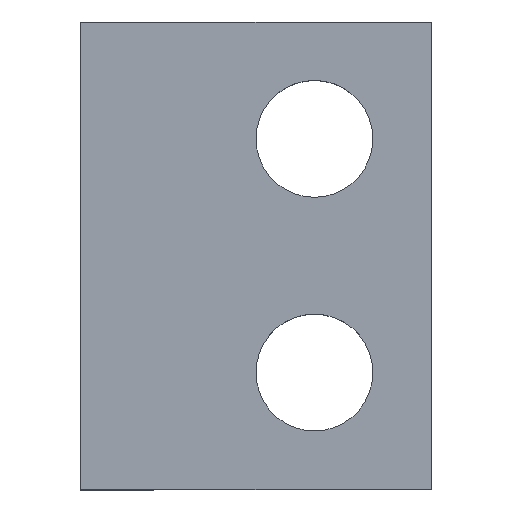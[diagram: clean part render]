
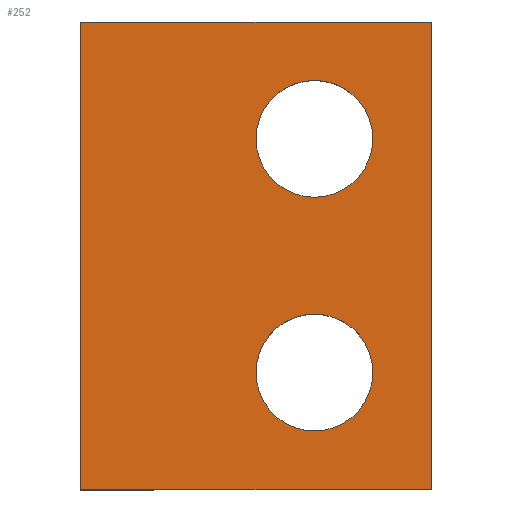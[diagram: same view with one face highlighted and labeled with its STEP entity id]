
A CAD part, top view. The second image highlights one B-rep face of the part: STEP entity #252.
In plain terms, the highlighted planar face has unit normal (0, 0, 1).
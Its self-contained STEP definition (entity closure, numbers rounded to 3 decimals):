
#4 = DIRECTION ( 'NONE',  ( -1., 0., 0. ) ) ;
#12 = EDGE_CURVE ( 'NONE', #182, #200, #168, .T. ) ;
#17 = AXIS2_PLACEMENT_3D ( 'NONE', #555, #463, #48 ) ;
#24 = FACE_BOUND ( 'NONE', #91, .T. ) ;
#34 = DIRECTION ( 'NONE',  ( -1., 0., 0. ) ) ;
#46 = LINE ( 'NONE', #161, #158 ) ;
#48 = DIRECTION ( 'NONE',  ( -1., 0., 0. ) ) ;
#50 = CARTESIAN_POINT ( 'NONE',  ( 10., 12., 0. ) ) ;
#52 = CARTESIAN_POINT ( 'NONE',  ( 0., 16., 0. ) ) ;
#66 = VECTOR ( 'NONE', #197, 1000. ) ;
#83 = LINE ( 'NONE', #180, #550 ) ;
#85 = AXIS2_PLACEMENT_3D ( 'NONE', #109, #112, #290 ) ;
#91 = EDGE_LOOP ( 'NONE', ( #382, #195 ) ) ;
#100 = ORIENTED_EDGE ( 'NONE', *, *, #578, .T. ) ;
#109 = CARTESIAN_POINT ( 'NONE',  ( 8., 4., 0. ) ) ;
#111 = EDGE_CURVE ( 'NONE', #200, #185, #46, .T. ) ;
#112 = DIRECTION ( 'NONE',  ( 0., 0., -1. ) ) ;
#125 = CARTESIAN_POINT ( 'NONE',  ( 12., 16., 0. ) ) ;
#136 = CIRCLE ( 'NONE', #283, 2. ) ;
#141 = EDGE_LOOP ( 'NONE', ( #315, #440, #425, #324 ) ) ;
#143 = EDGE_CURVE ( 'NONE', #255, #281, #506, .T. ) ;
#157 = FACE_BOUND ( 'NONE', #551, .T. ) ;
#158 = VECTOR ( 'NONE', #481, 1000. ) ;
#161 = CARTESIAN_POINT ( 'NONE',  ( 0., 0., 0. ) ) ;
#168 = LINE ( 'NONE', #332, #66 ) ;
#172 = CARTESIAN_POINT ( 'NONE',  ( 6., 4., 0. ) ) ;
#180 = CARTESIAN_POINT ( 'NONE',  ( 12., 8., 0. ) ) ;
#182 = VERTEX_POINT ( 'NONE', #344 ) ;
#185 = VERTEX_POINT ( 'NONE', #400 ) ;
#186 = DIRECTION ( 'NONE',  ( 0., -1., 0. ) ) ;
#188 = CARTESIAN_POINT ( 'NONE',  ( 8., 12., 0. ) ) ;
#195 = ORIENTED_EDGE ( 'NONE', *, *, #560, .T. ) ;
#196 = ORIENTED_EDGE ( 'NONE', *, *, #513, .T. ) ;
#197 = DIRECTION ( 'NONE',  ( 0., -1., 0. ) ) ;
#200 = VERTEX_POINT ( 'NONE', #219 ) ;
#217 = PLANE ( 'NONE',  #499 ) ;
#219 = CARTESIAN_POINT ( 'NONE',  ( 0., 0., 0. ) ) ;
#221 = CARTESIAN_POINT ( 'NONE',  ( 10., 4., 0. ) ) ;
#252 = ADVANCED_FACE ( 'NONE', ( #263, #24, #157 ), #217, .F. ) ;
#255 = VERTEX_POINT ( 'NONE', #221 ) ;
#256 = AXIS2_PLACEMENT_3D ( 'NONE', #562, #508, #282 ) ;
#261 = CARTESIAN_POINT ( 'NONE',  ( 0., 8., 0. ) ) ;
#263 = FACE_OUTER_BOUND ( 'NONE', #141, .T. ) ;
#268 = VERTEX_POINT ( 'NONE', #125 ) ;
#281 = VERTEX_POINT ( 'NONE', #172 ) ;
#282 = DIRECTION ( 'NONE',  ( -1., 0., 0. ) ) ;
#283 = AXIS2_PLACEMENT_3D ( 'NONE', #188, #416, #4 ) ;
#290 = DIRECTION ( 'NONE',  ( -1., 0., 0. ) ) ;
#314 = CIRCLE ( 'NONE', #256, 2. ) ;
#315 = ORIENTED_EDGE ( 'NONE', *, *, #111, .T. ) ;
#318 = CARTESIAN_POINT ( 'NONE',  ( 6., 12., 0. ) ) ;
#324 = ORIENTED_EDGE ( 'NONE', *, *, #12, .T. ) ;
#332 = CARTESIAN_POINT ( 'NONE',  ( 0., 8., 0. ) ) ;
#344 = CARTESIAN_POINT ( 'NONE',  ( 0., 16., 0. ) ) ;
#364 = DIRECTION ( 'NONE',  ( 1., 0., 0. ) ) ;
#382 = ORIENTED_EDGE ( 'NONE', *, *, #143, .T. ) ;
#400 = CARTESIAN_POINT ( 'NONE',  ( 12., 0., 0. ) ) ;
#416 = DIRECTION ( 'NONE',  ( 0., 0., -1. ) ) ;
#425 = ORIENTED_EDGE ( 'NONE', *, *, #546, .F. ) ;
#440 = ORIENTED_EDGE ( 'NONE', *, *, #477, .F. ) ;
#463 = DIRECTION ( 'NONE',  ( 0., 0., -1. ) ) ;
#468 = CIRCLE ( 'NONE', #17, 2. ) ;
#477 = EDGE_CURVE ( 'NONE', #268, #185, #83, .T. ) ;
#481 = DIRECTION ( 'NONE',  ( 1., 0., 0. ) ) ;
#499 = AXIS2_PLACEMENT_3D ( 'NONE', #261, #587, #34 ) ;
#506 = CIRCLE ( 'NONE', #85, 2. ) ;
#508 = DIRECTION ( 'NONE',  ( 0., 0., -1. ) ) ;
#513 = EDGE_CURVE ( 'NONE', #573, #514, #136, .T. ) ;
#514 = VERTEX_POINT ( 'NONE', #318 ) ;
#538 = VECTOR ( 'NONE', #364, 1000. ) ;
#546 = EDGE_CURVE ( 'NONE', #182, #268, #569, .T. ) ;
#550 = VECTOR ( 'NONE', #186, 1000. ) ;
#551 = EDGE_LOOP ( 'NONE', ( #196, #100 ) ) ;
#555 = CARTESIAN_POINT ( 'NONE',  ( 8., 12., 0. ) ) ;
#560 = EDGE_CURVE ( 'NONE', #281, #255, #314, .T. ) ;
#562 = CARTESIAN_POINT ( 'NONE',  ( 8., 4., 0. ) ) ;
#569 = LINE ( 'NONE', #52, #538 ) ;
#573 = VERTEX_POINT ( 'NONE', #50 ) ;
#578 = EDGE_CURVE ( 'NONE', #514, #573, #468, .T. ) ;
#587 = DIRECTION ( 'NONE',  ( 0., 0., -1. ) ) ;
